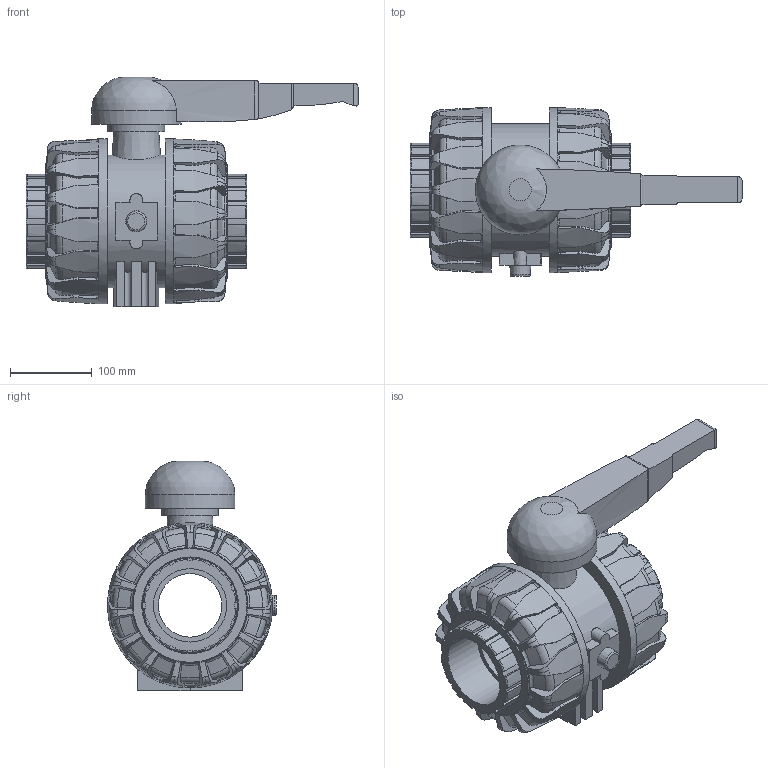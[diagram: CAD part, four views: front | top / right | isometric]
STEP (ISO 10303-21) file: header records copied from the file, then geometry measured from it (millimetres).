
FILE_DESCRIPTION(/* description */ (''),/* implementation_level */ '2;1');
FILE_NAME(/* name */ 'VKDIV090E.iam.stp',/* time_stamp */ '2014-06-09T12:49:15+02:00',/* author */ ('bfaro'),/* organization */ (''),/* preprocessor_version */ 'ST-DEVELOPER v15.6',/* originating_system */ 'Autodesk Inventor 2015',/* authorisation */ '');
FILE_SCHEMA (('AUTOMOTIVE_DESIGN { 1 0 10303 214 3 1 1 }'));
Length unit declared in the file: millimetre
Products named in the file (5): cassa VKD_090; NTVKD090V; ENDIV090; 1MNC090; VKDIV090E
Bounding box: 407.3 x 207.3 x 282 mm (x, y, z)
Volume: 5921662.7 mm3; surface area: 631426.3 mm2
Topology: 6 solids, 6 shells, 837 faces, 2402 edges, 1587 vertices
Faces by surface type: plane 299, cylinder 222, torus 181, cone 122, bspline 13
Full cylindrical faces by diameter (mm): 70 x1, 78 x2, 90 x3, 110 x1, 115.7 x2, 116.694 x2, 151 x2, 156.6 x2, 162.6 x1, 202.6 x2
Entity records: 20586 total; most frequent: CARTESIAN_POINT 8890, ORIENTED_EDGE 2568, DIRECTION 2325, EDGE_CURVE 1284, AXIS2_PLACEMENT_3D 984, VERTEX_POINT 860, EDGE_LOOP 488, FACE_OUTER_BOUND 457
